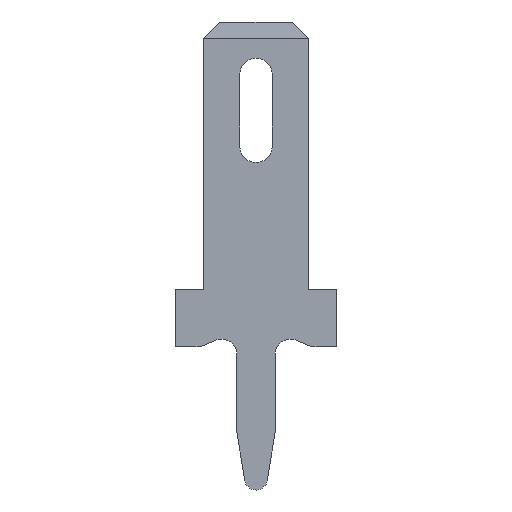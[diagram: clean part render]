
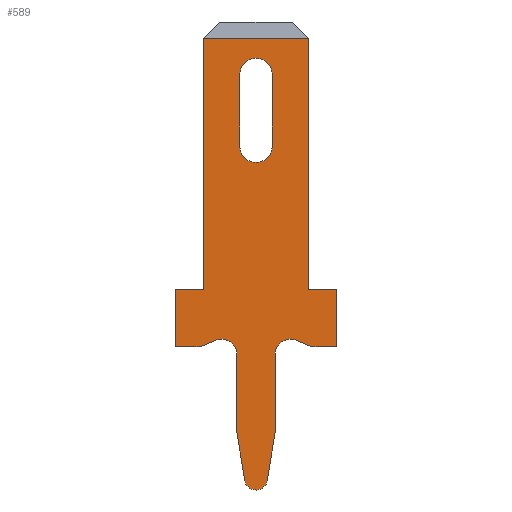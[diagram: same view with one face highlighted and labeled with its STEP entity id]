
A CAD part, front view. The second image highlights one B-rep face of the part: STEP entity #589.
In plain terms, the highlighted planar face has unit normal (0, -1, 0).
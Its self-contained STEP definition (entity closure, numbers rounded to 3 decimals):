
#134=CARTESIAN_POINT('',(0.,-0.4,-3.302));
#135=DIRECTION('',(0.,1.,0.));
#136=DIRECTION('',(1.,0.,0.));
#137=AXIS2_PLACEMENT_3D('',#134,#135,#136);
#139=DIRECTION('',(0.,0.,-1.));
#140=VECTOR('',#139,1.905);
#141=CARTESIAN_POINT('',(0.432,-0.4,-1.397));
#142=LINE('',#141,#140);
#143=CARTESIAN_POINT('',(0.,-0.4,-1.397));
#144=DIRECTION('',(0.,1.,0.));
#145=DIRECTION('',(-1.,0.,0.));
#146=AXIS2_PLACEMENT_3D('',#143,#144,#145);
#148=DIRECTION('',(0.,0.,1.));
#149=VECTOR('',#148,1.905);
#150=CARTESIAN_POINT('',(-0.432,-0.4,-3.302));
#151=LINE('',#150,#149);
#152=DIRECTION('',(-1.,0.,0.));
#153=VECTOR('',#152,2.794);
#154=CARTESIAN_POINT('',(1.397,-0.4,-0.432));
#155=LINE('',#154,#153);
#156=DIRECTION('',(0.,0.,-1.));
#157=VECTOR('',#156,6.68);
#158=CARTESIAN_POINT('',(1.397,-0.4,-0.432));
#159=LINE('',#158,#157);
#160=DIRECTION('',(1.,0.,0.));
#161=VECTOR('',#160,0.752);
#162=CARTESIAN_POINT('',(1.397,-0.4,-7.112));
#163=LINE('',#162,#161);
#164=DIRECTION('',(0.,0.,-1.));
#165=VECTOR('',#164,1.524);
#166=CARTESIAN_POINT('',(2.149,-0.4,-7.112));
#167=LINE('',#166,#165);
#168=DIRECTION('',(-1.,0.,0.));
#169=VECTOR('',#168,0.663);
#170=CARTESIAN_POINT('',(2.149,-0.4,-8.636));
#171=LINE('',#170,#169);
#172=DIRECTION('',(-0.924,0.,0.383));
#173=VECTOR('',#172,0.45);
#174=CARTESIAN_POINT('',(1.486,-0.4,-8.636));
#175=LINE('',#174,#173);
#176=CARTESIAN_POINT('',(0.914,-0.4,-8.839));
#177=DIRECTION('',(0.,-1.,0.));
#178=DIRECTION('',(0.383,0.,0.924));
#179=AXIS2_PLACEMENT_3D('',#176,#177,#178);
#181=DIRECTION('',(0.,0.,-1.));
#182=VECTOR('',#181,2.083);
#183=CARTESIAN_POINT('',(0.508,-0.4,-8.839));
#184=LINE('',#183,#182);
#185=DIRECTION('',(-0.161,0.,-0.987));
#186=VECTOR('',#185,1.285);
#187=CARTESIAN_POINT('',(0.508,-0.4,-10.922));
#188=LINE('',#187,#186);
#189=CARTESIAN_POINT('',(0.,-0.4,-12.141));
#190=DIRECTION('',(0.,1.,0.));
#191=DIRECTION('',(0.987,0.,-0.161));
#192=AXIS2_PLACEMENT_3D('',#189,#190,#191);
#194=DIRECTION('',(-0.161,0.,0.987));
#195=VECTOR('',#194,1.285);
#196=CARTESIAN_POINT('',(-0.301,-0.4,-12.19));
#197=LINE('',#196,#195);
#198=DIRECTION('',(0.,0.,1.));
#199=VECTOR('',#198,2.083);
#200=CARTESIAN_POINT('',(-0.508,-0.4,-10.922));
#201=LINE('',#200,#199);
#202=CARTESIAN_POINT('',(-0.914,-0.4,-8.839));
#203=DIRECTION('',(0.,-1.,0.));
#204=DIRECTION('',(1.,0.,0.));
#205=AXIS2_PLACEMENT_3D('',#202,#203,#204);
#207=DIRECTION('',(-0.924,0.,-0.383));
#208=VECTOR('',#207,0.45);
#209=CARTESIAN_POINT('',(-1.07,-0.4,-8.464));
#210=LINE('',#209,#208);
#211=DIRECTION('',(-1.,0.,0.));
#212=VECTOR('',#211,0.663);
#213=CARTESIAN_POINT('',(-1.486,-0.4,-8.636));
#214=LINE('',#213,#212);
#215=DIRECTION('',(0.,0.,1.));
#216=VECTOR('',#215,1.524);
#217=CARTESIAN_POINT('',(-2.149,-0.4,-8.636));
#218=LINE('',#217,#216);
#219=DIRECTION('',(1.,0.,0.));
#220=VECTOR('',#219,0.752);
#221=CARTESIAN_POINT('',(-2.149,-0.4,-7.112));
#222=LINE('',#221,#220);
#223=DIRECTION('',(0.,0.,1.));
#224=VECTOR('',#223,6.68);
#225=CARTESIAN_POINT('',(-1.397,-0.4,-7.112));
#226=LINE('',#225,#224);
#440=CARTESIAN_POINT('',(1.397,-0.4,-7.112));
#441=CARTESIAN_POINT('',(2.149,-0.4,-7.112));
#442=VERTEX_POINT('',#440);
#443=VERTEX_POINT('',#441);
#444=CARTESIAN_POINT('',(2.149,-0.4,-8.636));
#445=VERTEX_POINT('',#444);
#446=CARTESIAN_POINT('',(1.486,-0.4,-8.636));
#447=VERTEX_POINT('',#446);
#448=CARTESIAN_POINT('',(1.07,-0.4,-8.464));
#449=VERTEX_POINT('',#448);
#450=CARTESIAN_POINT('',(0.508,-0.4,-8.839));
#451=VERTEX_POINT('',#450);
#452=CARTESIAN_POINT('',(0.508,-0.4,-10.922));
#453=VERTEX_POINT('',#452);
#454=CARTESIAN_POINT('',(0.301,-0.4,-12.19));
#455=VERTEX_POINT('',#454);
#456=CARTESIAN_POINT('',(-0.301,-0.4,-12.19));
#457=VERTEX_POINT('',#456);
#458=CARTESIAN_POINT('',(-0.508,-0.4,-10.922));
#459=VERTEX_POINT('',#458);
#460=CARTESIAN_POINT('',(-0.508,-0.4,-8.839));
#461=VERTEX_POINT('',#460);
#462=CARTESIAN_POINT('',(-1.07,-0.4,-8.464));
#463=VERTEX_POINT('',#462);
#464=CARTESIAN_POINT('',(-1.486,-0.4,-8.636));
#465=VERTEX_POINT('',#464);
#466=CARTESIAN_POINT('',(-2.149,-0.4,-8.636));
#467=VERTEX_POINT('',#466);
#468=CARTESIAN_POINT('',(-2.149,-0.4,-7.112));
#469=VERTEX_POINT('',#468);
#470=CARTESIAN_POINT('',(-1.397,-0.4,-7.112));
#471=VERTEX_POINT('',#470);
#504=CARTESIAN_POINT('',(0.432,-0.4,-3.302));
#505=CARTESIAN_POINT('',(-0.432,-0.4,-3.302));
#506=VERTEX_POINT('',#504);
#507=VERTEX_POINT('',#505);
#508=CARTESIAN_POINT('',(-0.432,-0.4,-1.397));
#509=VERTEX_POINT('',#508);
#510=CARTESIAN_POINT('',(0.432,-0.4,-1.397));
#511=VERTEX_POINT('',#510);
#528=CARTESIAN_POINT('',(-1.397,-0.4,-0.432));
#530=VERTEX_POINT('',#528);
#534=CARTESIAN_POINT('',(1.397,-0.4,-0.432));
#535=VERTEX_POINT('',#534);
#536=CARTESIAN_POINT('',(0.,-0.4,0.));
#537=DIRECTION('',(0.,1.,0.));
#538=DIRECTION('',(1.,0.,0.));
#539=AXIS2_PLACEMENT_3D('',#536,#537,#538);
#540=PLANE('',#539);
#542=ORIENTED_EDGE('',*,*,#541,.F.);
#544=ORIENTED_EDGE('',*,*,#543,.T.);
#546=ORIENTED_EDGE('',*,*,#545,.T.);
#548=ORIENTED_EDGE('',*,*,#547,.T.);
#550=ORIENTED_EDGE('',*,*,#549,.T.);
#552=ORIENTED_EDGE('',*,*,#551,.T.);
#554=ORIENTED_EDGE('',*,*,#553,.T.);
#556=ORIENTED_EDGE('',*,*,#555,.T.);
#558=ORIENTED_EDGE('',*,*,#557,.T.);
#560=ORIENTED_EDGE('',*,*,#559,.T.);
#562=ORIENTED_EDGE('',*,*,#561,.T.);
#564=ORIENTED_EDGE('',*,*,#563,.T.);
#566=ORIENTED_EDGE('',*,*,#565,.T.);
#568=ORIENTED_EDGE('',*,*,#567,.T.);
#570=ORIENTED_EDGE('',*,*,#569,.T.);
#572=ORIENTED_EDGE('',*,*,#571,.T.);
#574=ORIENTED_EDGE('',*,*,#573,.T.);
#576=ORIENTED_EDGE('',*,*,#575,.T.);
#577=EDGE_LOOP('',(#542,#544,#546,#548,#550,#552,#554,#556,#558,#560,#562,#564,
#566,#568,#570,#572,#574,#576));
#578=FACE_OUTER_BOUND('',#577,.F.);
#580=ORIENTED_EDGE('',*,*,#579,.F.);
#582=ORIENTED_EDGE('',*,*,#581,.F.);
#584=ORIENTED_EDGE('',*,*,#583,.F.);
#586=ORIENTED_EDGE('',*,*,#585,.F.);
#587=EDGE_LOOP('',(#580,#582,#584,#586));
#588=FACE_BOUND('',#587,.F.);
#138=CIRCLE('',#137,0.432);
#147=CIRCLE('',#146,0.432);
#180=CIRCLE('',#179,0.406);
#193=CIRCLE('',#192,0.305);
#206=CIRCLE('',#205,0.406);
#541=EDGE_CURVE('',#535,#530,#155,.T.);
#543=EDGE_CURVE('',#535,#442,#159,.T.);
#545=EDGE_CURVE('',#442,#443,#163,.T.);
#547=EDGE_CURVE('',#443,#445,#167,.T.);
#549=EDGE_CURVE('',#445,#447,#171,.T.);
#551=EDGE_CURVE('',#447,#449,#175,.T.);
#553=EDGE_CURVE('',#449,#451,#180,.T.);
#555=EDGE_CURVE('',#451,#453,#184,.T.);
#557=EDGE_CURVE('',#453,#455,#188,.T.);
#559=EDGE_CURVE('',#455,#457,#193,.T.);
#561=EDGE_CURVE('',#457,#459,#197,.T.);
#563=EDGE_CURVE('',#459,#461,#201,.T.);
#565=EDGE_CURVE('',#461,#463,#206,.T.);
#567=EDGE_CURVE('',#463,#465,#210,.T.);
#569=EDGE_CURVE('',#465,#467,#214,.T.);
#571=EDGE_CURVE('',#467,#469,#218,.T.);
#573=EDGE_CURVE('',#469,#471,#222,.T.);
#575=EDGE_CURVE('',#471,#530,#226,.T.);
#579=EDGE_CURVE('',#506,#507,#138,.T.);
#581=EDGE_CURVE('',#511,#506,#142,.T.);
#583=EDGE_CURVE('',#509,#511,#147,.T.);
#585=EDGE_CURVE('',#507,#509,#151,.T.);
#589=ADVANCED_FACE('',(#578,#588),#540,.F.);
